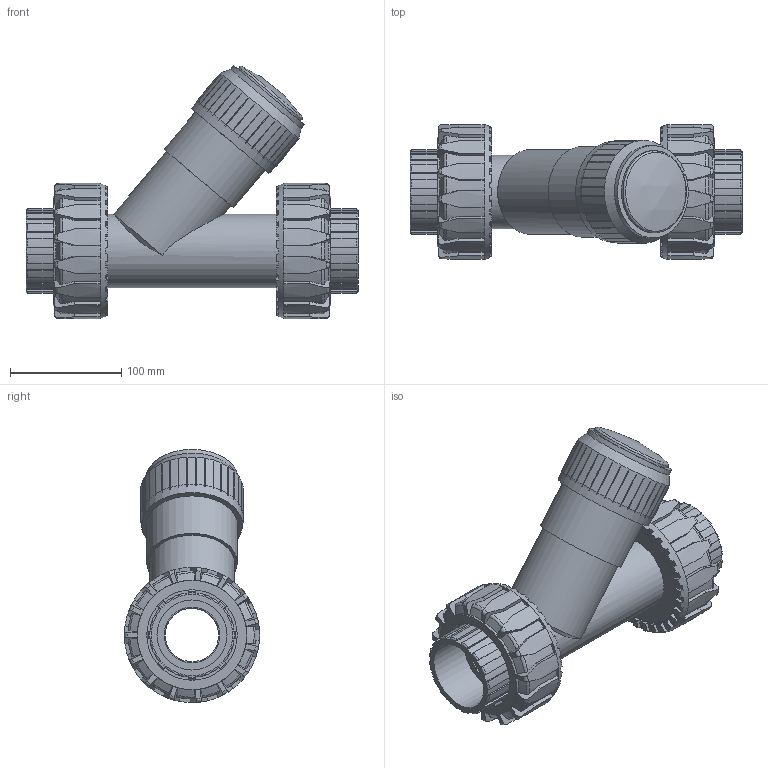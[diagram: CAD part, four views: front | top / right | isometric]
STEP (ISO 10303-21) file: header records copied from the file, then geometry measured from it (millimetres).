
FILE_DESCRIPTION(/* description */ (''),/* implementation_level */ '2;1');
FILE_NAME(/* name */ 'VRUIV063E.iam.stp',/* time_stamp */ '2013-10-01T10:43:03+02:00',/* author */ ('bfaro'),/* organization */ (''),/* preprocessor_version */ 'ST-DEVELOPER v15.2',/* originating_system */ 'Autodesk Inventor 2014',/* authorisation */ '');
FILE_SCHEMA (('AUTOMOTIVE_DESIGN { 1 0 10303 214 3 1 1 }'));
Length unit declared in the file: millimetre
Products named in the file (5): cassa RVU-V 63; ENDIV063; NTVKD063V; Coperchio RV 63; VRUIV063E
Bounding box: 298.4 x 121.49 x 227.52 mm (x, y, z)
Volume: 1675395.1 mm3; surface area: 323469 mm2
Topology: 6 solids, 6 shells, 1075 faces, 3090 edges, 2037 vertices
Faces by surface type: plane 774, cylinder 171, torus 93, cone 36, sphere 1
Full cylindrical faces by diameter (mm): 47 x1, 48 x1, 50 x2, 62 x1, 63 x2, 66 x1, 73.9 x1, 76 x3, 81.3 x2, 81.534 x1, 90.1 x2, 92.5 x1, 98.3 x2, 99 x2, 99.3 x2, 101.3 x2
Entity records: 21271 total; most frequent: CARTESIAN_POINT 4617, DIRECTION 3598, ORIENTED_EDGE 3514, EDGE_CURVE 1757, AXIS2_PLACEMENT_3D 1363, VERTEX_POINT 1171, LINE 872, VECTOR 872
